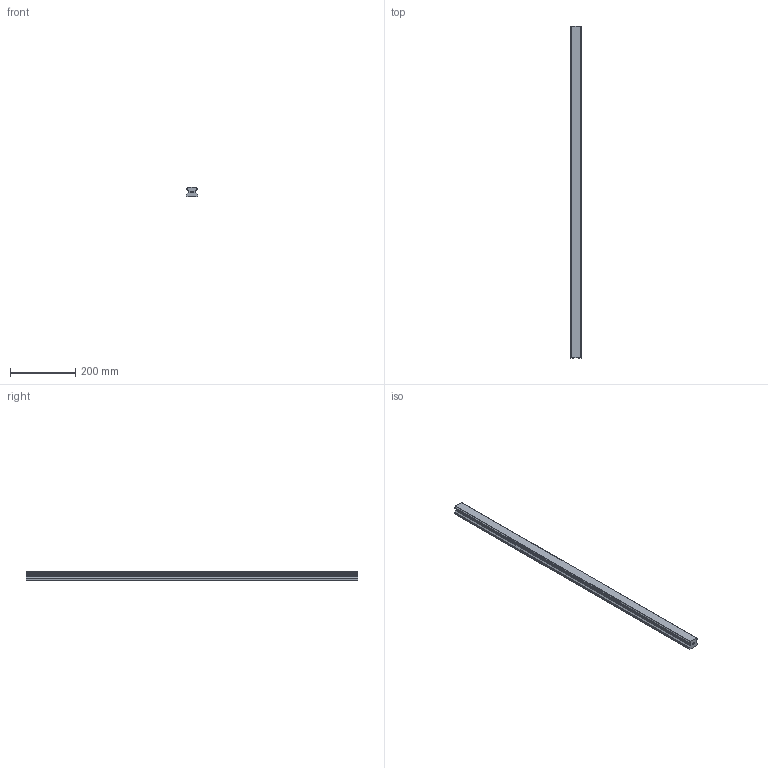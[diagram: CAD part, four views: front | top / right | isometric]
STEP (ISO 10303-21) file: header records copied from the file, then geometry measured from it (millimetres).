
FILE_DESCRIPTION(('STEP AP214'),'1');
FILE_NAME('cctmp_D139A7A4-8805-4174-83DF-73088EBB83FF_2021_01_28_09_43_16_0070..stp','2021-01-28T08:43:16',('HIWIN GmbH'),('CADClick - www.CADClick.com'),'Spatial InterOp 3D',' ','unknown authorization');
FILE_SCHEMA(('AUTOMOTIVE_DESIGN'));
Length unit declared in the file: millimetre
Products named in the file (1): HGR35T1020C_FILE
Bounding box: 34 x 1020 x 29 mm (x, y, z)
Volume: 860179.4 mm3; surface area: 139383.7 mm2
Topology: 1 solids, 1 shells, 167 faces, 457 edges, 283 vertices
Faces by surface type: plane 93, cylinder 48, cone 26
Entity records: 6417 total; most frequent: CARTESIAN_POINT 882, DIRECTION 863, ORIENTED_EDGE 862, EDGE_CURVE 431, LINE 335, VECTOR 335, VERTEX_POINT 283, AXIS2_PLACEMENT_3D 264
